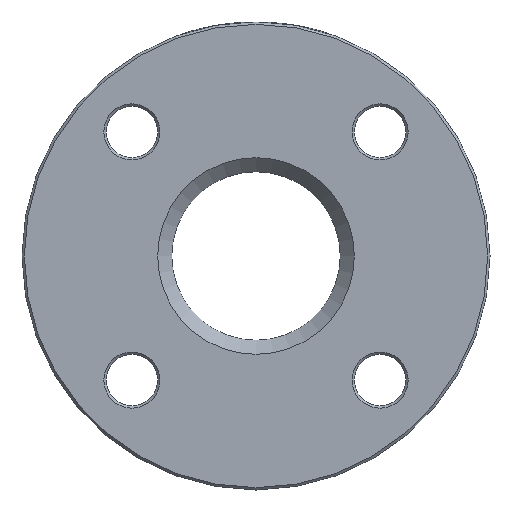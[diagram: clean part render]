
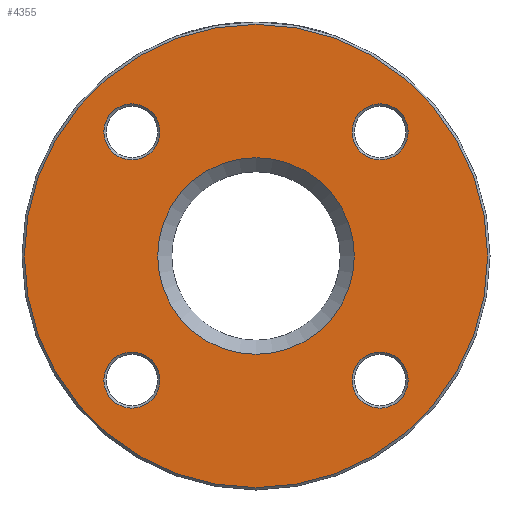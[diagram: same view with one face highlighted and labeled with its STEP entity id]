
A CAD part, left-side view. The second image highlights one B-rep face of the part: STEP entity #4355.
In plain terms, the highlighted planar face has unit normal (-1, 0, 0).
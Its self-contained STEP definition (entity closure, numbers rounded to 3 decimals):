
#88 = CARTESIAN_POINT ( 'NONE',  ( 0., 0., 0. ) ) ;
#98 = CIRCLE ( 'NONE', #1090, 49.5 ) ;
#99 = CARTESIAN_POINT ( 'NONE',  ( 0., -26.517, 26.517 ) ) ;
#119 = DIRECTION ( 'NONE',  ( 0., 0., -1. ) ) ;
#270 = FACE_BOUND ( 'NONE', #1485, .T. ) ;
#356 = EDGE_CURVE ( 'NONE', #3142, #3142, #553, .T. ) ;
#386 = CIRCLE ( 'NONE', #3686, 6. ) ;
#553 = CIRCLE ( 'NONE', #1867, 6. ) ;
#614 = VERTEX_POINT ( 'NONE', #3552 ) ;
#868 = DIRECTION ( 'NONE',  ( -1., 0., 0. ) ) ;
#891 = ORIENTED_EDGE ( 'NONE', *, *, #1703, .T. ) ;
#941 = VERTEX_POINT ( 'NONE', #2833 ) ;
#972 = DIRECTION ( 'NONE',  ( 1., 0., 0. ) ) ;
#980 = FACE_BOUND ( 'NONE', #3502, .T. ) ;
#1050 = ORIENTED_EDGE ( 'NONE', *, *, #2852, .T. ) ;
#1090 = AXIS2_PLACEMENT_3D ( 'NONE', #88, #868, #1172 ) ;
#1102 = DIRECTION ( 'NONE',  ( 0., 0., -1. ) ) ;
#1107 = DIRECTION ( 'NONE',  ( 0., 0., -1. ) ) ;
#1156 = EDGE_CURVE ( 'NONE', #4546, #4546, #98, .T. ) ;
#1172 = DIRECTION ( 'NONE',  ( 0., 0., -1. ) ) ;
#1306 = CIRCLE ( 'NONE', #2385, 21. ) ;
#1390 = CARTESIAN_POINT ( 'NONE',  ( 0., 26.517, -32.517 ) ) ;
#1403 = DIRECTION ( 'NONE',  ( 1., 0., 0. ) ) ;
#1406 = CARTESIAN_POINT ( 'NONE',  ( 0., 18., 0. ) ) ;
#1430 = ORIENTED_EDGE ( 'NONE', *, *, #356, .T. ) ;
#1437 = VERTEX_POINT ( 'NONE', #1390 ) ;
#1485 = EDGE_LOOP ( 'NONE', ( #891 ) ) ;
#1645 = EDGE_CURVE ( 'NONE', #941, #941, #3176, .T. ) ;
#1703 = EDGE_CURVE ( 'NONE', #1437, #1437, #2409, .T. ) ;
#1753 = DIRECTION ( 'NONE',  ( 0., 0., -1. ) ) ;
#1867 = AXIS2_PLACEMENT_3D ( 'NONE', #99, #3055, #1102 ) ;
#2060 = VERTEX_POINT ( 'NONE', #3600 ) ;
#2105 = ORIENTED_EDGE ( 'NONE', *, *, #3057, .T. ) ;
#2310 = EDGE_LOOP ( 'NONE', ( #3668 ) ) ;
#2385 = AXIS2_PLACEMENT_3D ( 'NONE', #3322, #3766, #119 ) ;
#2409 = CIRCLE ( 'NONE', #2561, 6. ) ;
#2416 = DIRECTION ( 'NONE',  ( 1., 0., 0. ) ) ;
#2462 = PLANE ( 'NONE',  #4683 ) ;
#2482 = CARTESIAN_POINT ( 'NONE',  ( 0., 26.517, -26.517 ) ) ;
#2530 = DIRECTION ( 'NONE',  ( 1., 0., 0. ) ) ;
#2545 = CARTESIAN_POINT ( 'NONE',  ( 0., -26.517, -26.517 ) ) ;
#2561 = AXIS2_PLACEMENT_3D ( 'NONE', #2482, #2530, #1107 ) ;
#2826 = FACE_OUTER_BOUND ( 'NONE', #2310, .T. ) ;
#2833 = CARTESIAN_POINT ( 'NONE',  ( 0., 26.517, 20.517 ) ) ;
#2852 = EDGE_CURVE ( 'NONE', #2060, #2060, #1306, .T. ) ;
#2868 = DIRECTION ( 'NONE',  ( 0., 0., -1. ) ) ;
#2872 = EDGE_LOOP ( 'NONE', ( #3638 ) ) ;
#3047 = CARTESIAN_POINT ( 'NONE',  ( 0., 0., -49.5 ) ) ;
#3055 = DIRECTION ( 'NONE',  ( 1., 0., 0. ) ) ;
#3057 = EDGE_CURVE ( 'NONE', #614, #614, #386, .T. ) ;
#3142 = VERTEX_POINT ( 'NONE', #3807 ) ;
#3176 = CIRCLE ( 'NONE', #4020, 6. ) ;
#3229 = FACE_BOUND ( 'NONE', #3287, .T. ) ;
#3287 = EDGE_LOOP ( 'NONE', ( #2105 ) ) ;
#3322 = CARTESIAN_POINT ( 'NONE',  ( 0., 0., 0. ) ) ;
#3502 = EDGE_LOOP ( 'NONE', ( #1050 ) ) ;
#3552 = CARTESIAN_POINT ( 'NONE',  ( 0., -26.517, -32.517 ) ) ;
#3600 = CARTESIAN_POINT ( 'NONE',  ( 0., 0., -21. ) ) ;
#3638 = ORIENTED_EDGE ( 'NONE', *, *, #1645, .T. ) ;
#3668 = ORIENTED_EDGE ( 'NONE', *, *, #1156, .T. ) ;
#3686 = AXIS2_PLACEMENT_3D ( 'NONE', #2545, #972, #1753 ) ;
#3766 = DIRECTION ( 'NONE',  ( 1., 0., 0. ) ) ;
#3807 = CARTESIAN_POINT ( 'NONE',  ( 0., -26.517, 20.517 ) ) ;
#3924 = DIRECTION ( 'NONE',  ( 0., 0., -1. ) ) ;
#4020 = AXIS2_PLACEMENT_3D ( 'NONE', #4703, #1403, #2868 ) ;
#4271 = FACE_BOUND ( 'NONE', #4763, .T. ) ;
#4294 = FACE_BOUND ( 'NONE', #2872, .T. ) ;
#4355 = ADVANCED_FACE ( 'NONE', ( #980, #2826, #4271, #3229, #270, #4294 ), #2462, .F. ) ;
#4546 = VERTEX_POINT ( 'NONE', #3047 ) ;
#4683 = AXIS2_PLACEMENT_3D ( 'NONE', #1406, #2416, #3924 ) ;
#4703 = CARTESIAN_POINT ( 'NONE',  ( 0., 26.517, 26.517 ) ) ;
#4763 = EDGE_LOOP ( 'NONE', ( #1430 ) ) ;
